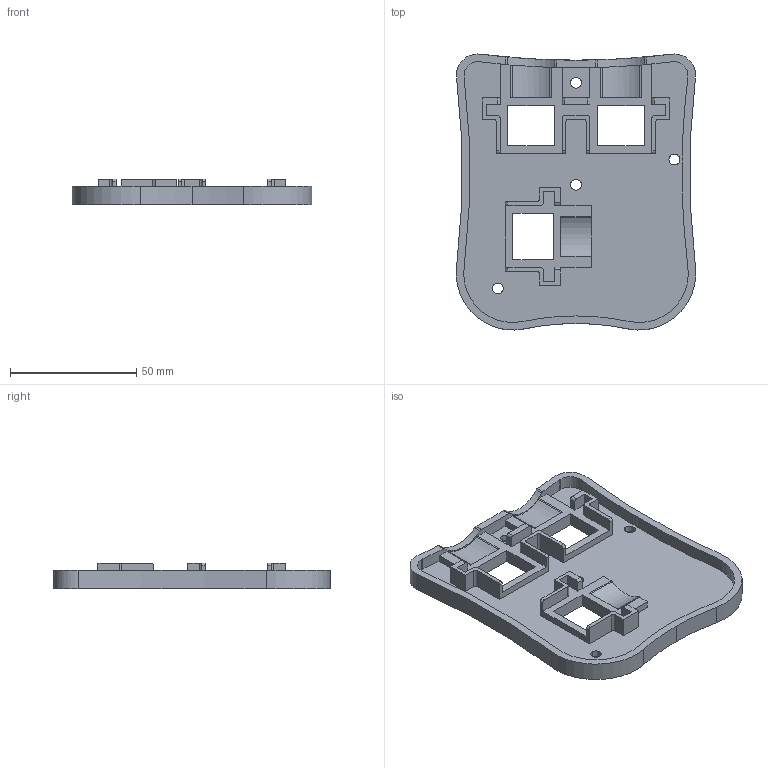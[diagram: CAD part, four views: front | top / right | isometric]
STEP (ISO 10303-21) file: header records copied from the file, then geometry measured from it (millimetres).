
FILE_DESCRIPTION (( 'STEP AP203' ), '1' );
FILE_NAME ('a3_o.STEP', '2015-02-27T23:25:32', ( '' ), ( '' ), 'SwSTEP 2.0', 'SolidWorks 2013', '' );
FILE_SCHEMA (( 'CONFIG_CONTROL_DESIGN' ));
Length unit declared in the file: millimetre
Products named in the file (1): a3_o
Bounding box: 94.95 x 109.4 x 10.3 mm (x, y, z)
Volume: 33647.8 mm3; surface area: 26076.6 mm2
Topology: 1 solids, 1 shells, 154 faces, 447 edges, 296 vertices
Faces by surface type: plane 84, cylinder 70
Entity records: 5334 total; most frequent: CARTESIAN_POINT 1068, ORIENTED_EDGE 894, DIRECTION 871, EDGE_CURVE 447, VECTOR 297, LINE 297, VERTEX_POINT 296, AXIS2_PLACEMENT_3D 287
